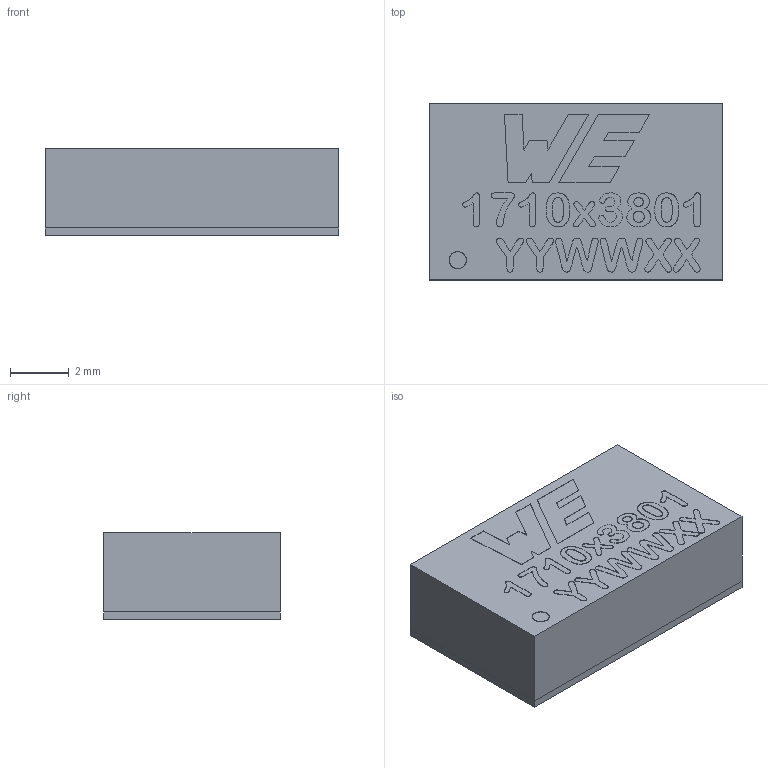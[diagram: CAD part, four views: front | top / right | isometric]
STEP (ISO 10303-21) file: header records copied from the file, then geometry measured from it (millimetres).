
FILE_DESCRIPTION(/* description */ ('Unknown'),/* implementation_level */ '2;1');
FILE_NAME(/* name */ '1710x3801',/* time_stamp */ '2021-12-15T15:19:27+01:00',/* author */ ('Unknown'),/* organization */ ('Unknown'),/* preprocessor_version */ 'ST-DEVELOPER v16.7',/* originating_system */ 'Solid Edge',/* authorisation */ 'Unknown');
FILE_SCHEMA (('AUTOMOTIVE_DESIGN {1 0 10303 214 3 1 1}'));
Products named in the file (4): 1710x3801; Base; Pads; Body
Assembly tree (3 placements, depth 2):
  1710x3801
    Base
    Pads
    Body
Bounding box: 10 x 6 x 2.97 mm (x, y, z)
Volume: 177.5 mm3; surface area: 356.1 mm2
Topology: 18 solids, 18 shells, 1985 faces, 5787 edges, 3858 vertices
Faces by surface type: plane 1985
Entity records: 77321 total; most frequent: CARTESIAN_POINT 11634, ORIENTED_EDGE 11574, DIRECTION 9765, EDGE_CURVE 5787, LINE 5787, VECTOR 5787, VERTEX_POINT 3858, EDGE_LOOP 2033
